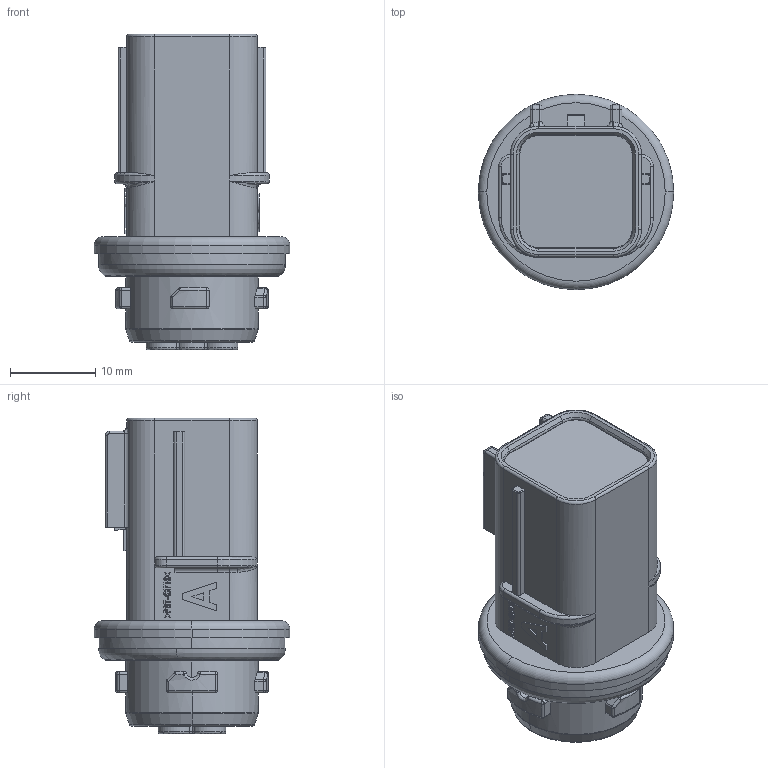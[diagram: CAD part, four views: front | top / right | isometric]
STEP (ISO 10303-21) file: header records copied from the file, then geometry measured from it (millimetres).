
FILE_DESCRIPTION (( 'STEP AP214' ), '1' );
FILE_NAME ('025_SLD_6M_ASSY__Customer.STEP', '2022-08-02T06:42:14', ( '' ), ( '' ), 'SwSTEP 2.0', 'SolidWorks 2020', '' );
FILE_SCHEMA (( 'AUTOMOTIVE_DESIGN' ));
Length unit declared in the file: millimetre
Products named in the file (1): 025_SLD_6M_ASSY__Customer
Bounding box: 23 x 23 x 37.1 mm (x, y, z)
Volume: 8267.9 mm3; surface area: 3958.5 mm2
Topology: 1 solids, 1 shells, 634 faces, 1590 edges, 985 vertices
Faces by surface type: plane 267, cylinder 169, torus 82, bspline 66, sphere 30, cone 20
Entity records: 28724 total; most frequent: CARTESIAN_POINT 6938, ORIENTED_EDGE 3144, DIRECTION 3043, EDGE_CURVE 1572, AXIS2_PLACEMENT_3D 1100, VERTEX_POINT 981, LINE 843, VECTOR 843
